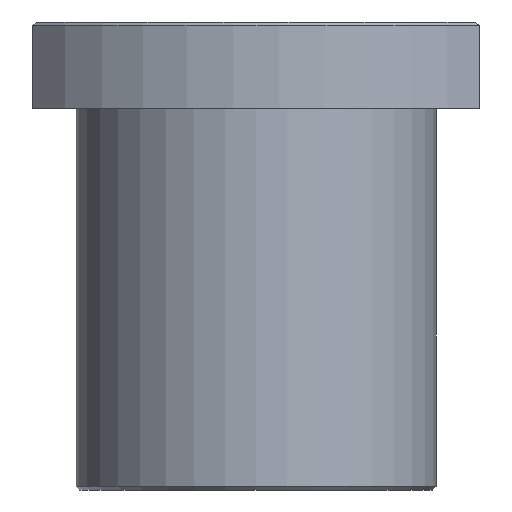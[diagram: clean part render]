
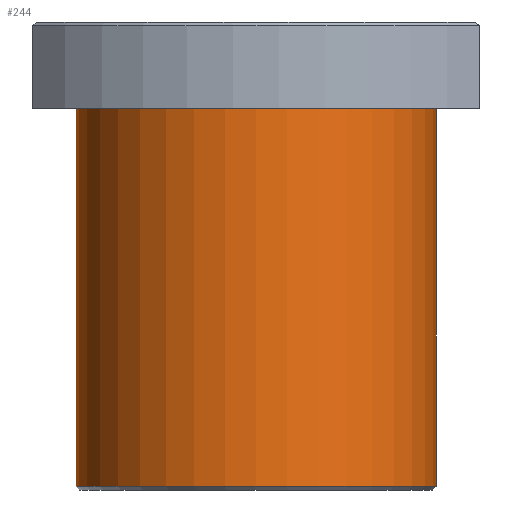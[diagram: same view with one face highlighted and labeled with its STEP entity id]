
A CAD part, front view. The second image highlights one B-rep face of the part: STEP entity #244.
In plain terms, the highlighted cylindrical face has radius 25 mm (diameter 50 mm), a full revolution.
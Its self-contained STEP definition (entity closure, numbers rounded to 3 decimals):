
#199=CYLINDRICAL_SURFACE('',#2429,25.);
#210=CIRCLE('',#2427,25.);
#211=CIRCLE('',#2428,25.);
#244=ADVANCED_FACE('',(#643,#644),#199,.T.);
#643=FACE_BOUND('',#731,.T.);
#644=FACE_BOUND('',#732,.T.);
#731=EDGE_LOOP('',(#988));
#732=EDGE_LOOP('',(#989));
#988=ORIENTED_EDGE('',*,*,#1840,.T.);
#989=ORIENTED_EDGE('',*,*,#1841,.F.);
#1620=VERTEX_POINT('',#3500);
#1621=VERTEX_POINT('',#3502);
#1840=EDGE_CURVE('',#1620,#1620,#210,.T.);
#1841=EDGE_CURVE('',#1621,#1621,#211,.T.);
#2427=AXIS2_PLACEMENT_3D('',#3499,#2623,#2624);
#2428=AXIS2_PLACEMENT_3D('',#3501,#2625,#2626);
#2429=AXIS2_PLACEMENT_3D('',#3503,#2627,#2628);
#2623=DIRECTION('',(0.,0.,1.));
#2624=DIRECTION('',(-1.,0.,0.));
#2625=DIRECTION('',(0.,0.,1.));
#2626=DIRECTION('',(1.,0.,0.));
#2627=DIRECTION('',(0.,0.,-1.));
#2628=DIRECTION('',(1.,0.,0.));
#3499=CARTESIAN_POINT('',(0.,0.,-64.5));
#3500=CARTESIAN_POINT('',(-25.,0.,-64.5));
#3501=CARTESIAN_POINT('',(0.,0.,-12.));
#3502=CARTESIAN_POINT('',(25.,0.,-12.));
#3503=CARTESIAN_POINT('',(0.,0.,0.));
